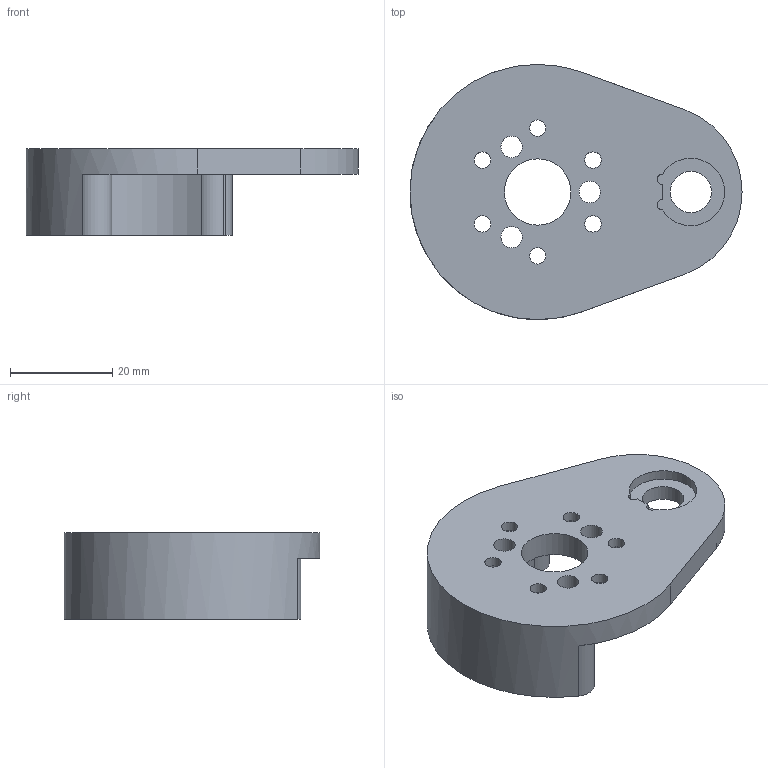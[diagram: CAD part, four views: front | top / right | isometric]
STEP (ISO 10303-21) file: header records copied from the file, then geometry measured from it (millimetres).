
FILE_DESCRIPTION(/* description */ (''),/* implementation_level */ '2;1');
FILE_NAME(/* name */ 'RP_Thigh-Base_Left.stp',/* time_stamp */ '2025-07-08T13:23:50+09:00',/* author */ ('佐藤智貴'),/* organization */ (''),/* preprocessor_version */ 'ST-DEVELOPER v20',/* originating_system */ 'Autodesk Inventor 2024',/* authorisation */ '');
FILE_SCHEMA (('AUTOMOTIVE_DESIGN { 1 0 10303 214 3 1 1 }'));
Length unit declared in the file: millimetre
Products named in the file (1): RP_Thigh-Base_MIR
Bounding box: 65 x 50 x 17 mm (x, y, z)
Volume: 16661.7 mm3; surface area: 8655 mm2
Topology: 1 solids, 1 shells, 54 faces, 117 edges, 78 vertices
Faces by surface type: cylinder 33, plane 21
Full cylindrical faces by diameter (mm): 2.459 x6, 3.2 x6, 4.2 x3, 6 x6, 8.1 x1, 13 x1
Entity records: 1595 total; most frequent: DIRECTION 294, CARTESIAN_POINT 250, ORIENTED_EDGE 234, AXIS2_PLACEMENT_3D 122, EDGE_CURVE 117, EDGE_LOOP 89, VERTEX_POINT 78, CIRCLE 67
